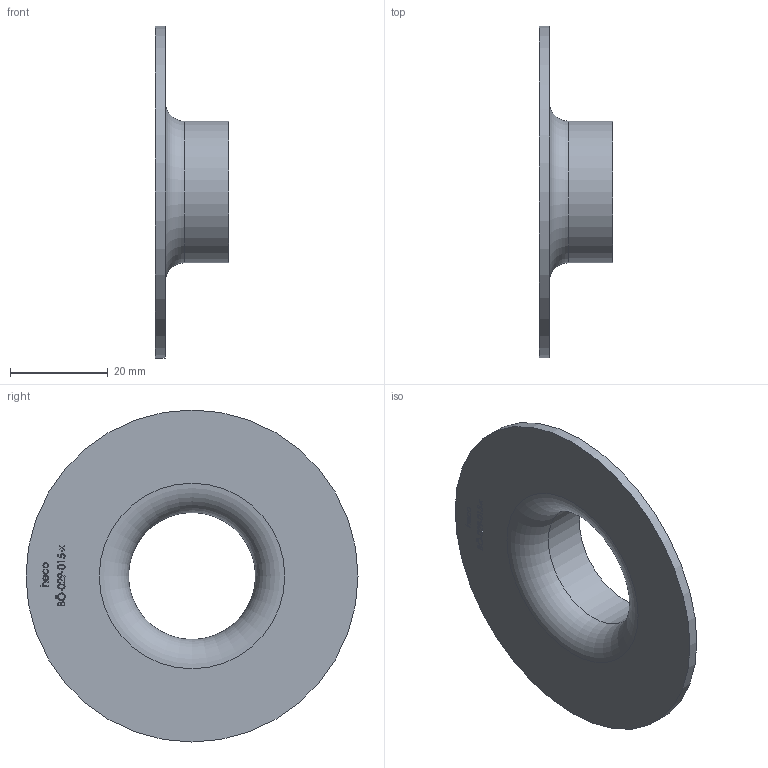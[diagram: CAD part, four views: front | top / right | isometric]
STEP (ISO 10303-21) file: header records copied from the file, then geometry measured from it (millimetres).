
FILE_DESCRIPTION (( 'STEP AP214' ), '1' );
FILE_NAME ('BÖ-029-015-x Vorschweissbördel 2012.STEP', '2020-12-02T10:56:18', ( '' ), ( '' ), 'SwSTEP 2.0', 'SolidWorks 2019', '' );
FILE_SCHEMA (( 'AUTOMOTIVE_DESIGN' ));
Length unit declared in the file: millimetre
Products named in the file (1): BÖ-029-015-x Vorschweissbördel 2012
Bounding box: 15 x 68 x 68 mm (x, y, z)
Volume: 7520 mm3; surface area: 8727.6 mm2
Topology: 1 solids, 1 shells, 202 faces, 517 edges, 344 vertices
Faces by surface type: bspline 101, plane 96, cylinder 3, torus 2
Full cylindrical faces by diameter (mm): 26 x1, 29 x1, 68 x1
Entity records: 13958 total; most frequent: CARTESIAN_POINT 7672, ORIENTED_EDGE 1024, DIRECTION 522, EDGE_CURVE 512, VERTEX_POINT 344, LINE 302, VECTOR 302, EDGE_LOOP 236
